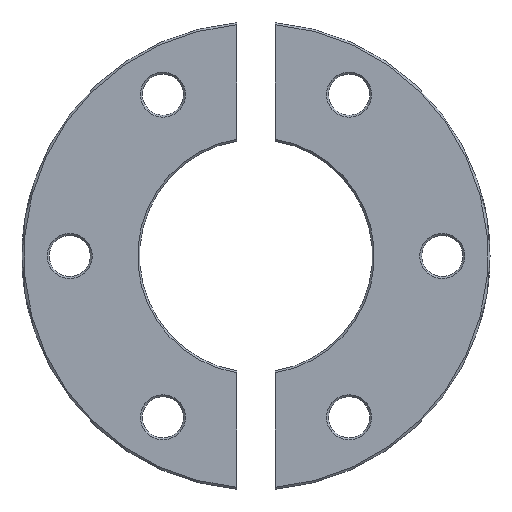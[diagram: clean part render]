
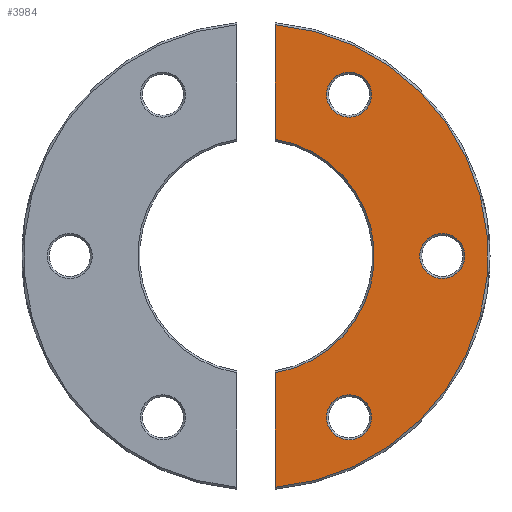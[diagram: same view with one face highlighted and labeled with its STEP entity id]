
A CAD part, front view. The second image highlights one B-rep face of the part: STEP entity #3984.
In plain terms, the highlighted planar face has unit normal (0, -1, 0).
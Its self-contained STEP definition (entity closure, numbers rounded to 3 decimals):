
#35=FACE_BOUND('',#885,.T.);
#36=FACE_BOUND('',#886,.T.);
#37=FACE_BOUND('',#887,.T.);
#441=CIRCLE('',#4222,15.25);
#442=CIRCLE('',#4224,29.9);
#443=CIRCLE('',#4225,2.9);
#444=CIRCLE('',#4226,2.9);
#445=CIRCLE('',#4227,2.9);
#650=FACE_OUTER_BOUND('',#884,.T.);
#884=EDGE_LOOP('',(#3140,#3141,#3142,#3143));
#885=EDGE_LOOP('',(#3144));
#886=EDGE_LOOP('',(#3145));
#887=EDGE_LOOP('',(#3146));
#1039=LINE('',#5142,#1307);
#1048=LINE('',#5177,#1316);
#1307=VECTOR('',#4381,10.);
#1316=VECTOR('',#4392,10.);
#1574=VERTEX_POINT('',#5138);
#1576=VERTEX_POINT('',#5141);
#1588=VERTEX_POINT('',#5172);
#1589=VERTEX_POINT('',#5176);
#1762=VERTEX_POINT('',#7320);
#1763=VERTEX_POINT('',#7322);
#1764=VERTEX_POINT('',#7324);
#1981=EDGE_CURVE('',#1576,#1574,#1039,.T.);
#1994=EDGE_CURVE('',#1589,#1588,#1048,.T.);
#2259=EDGE_CURVE('',#1576,#1588,#441,.T.);
#2260=EDGE_CURVE('',#1589,#1574,#442,.T.);
#2261=EDGE_CURVE('',#1762,#1762,#443,.T.);
#2262=EDGE_CURVE('',#1763,#1763,#444,.T.);
#2263=EDGE_CURVE('',#1764,#1764,#445,.T.);
#3140=ORIENTED_EDGE('',*,*,#1981,.T.);
#3141=ORIENTED_EDGE('',*,*,#2260,.F.);
#3142=ORIENTED_EDGE('',*,*,#1994,.T.);
#3143=ORIENTED_EDGE('',*,*,#2259,.F.);
#3144=ORIENTED_EDGE('',*,*,#2261,.F.);
#3145=ORIENTED_EDGE('',*,*,#2262,.F.);
#3146=ORIENTED_EDGE('',*,*,#2263,.F.);
#3848=PLANE('',#4223);
#3984=ADVANCED_FACE('',(#650,#35,#36,#37),#3848,.T.);
#4222=AXIS2_PLACEMENT_3D('',#7317,#4685,#4686);
#4223=AXIS2_PLACEMENT_3D('',#7318,#4687,#4688);
#4224=AXIS2_PLACEMENT_3D('',#7319,#4689,#4690);
#4225=AXIS2_PLACEMENT_3D('',#7321,#4691,#4692);
#4226=AXIS2_PLACEMENT_3D('',#7323,#4693,#4694);
#4227=AXIS2_PLACEMENT_3D('',#7325,#4695,#4696);
#4381=DIRECTION('',(0.,0.,-1.));
#4392=DIRECTION('',(0.,0.,-1.));
#4685=DIRECTION('center_axis',(0.,-1.,0.));
#4686=DIRECTION('ref_axis',(1.,0.,0.));
#4687=DIRECTION('center_axis',(0.,-1.,0.));
#4688=DIRECTION('ref_axis',(0.,0.,-1.));
#4689=DIRECTION('center_axis',(0.,1.,0.));
#4690=DIRECTION('ref_axis',(1.,0.,0.));
#4691=DIRECTION('center_axis',(0.,-1.,0.));
#4692=DIRECTION('ref_axis',(-0.5,0.,0.866));
#4693=DIRECTION('center_axis',(0.,-1.,0.));
#4694=DIRECTION('ref_axis',(-0.5,0.,-0.866));
#4695=DIRECTION('center_axis',(0.,-1.,0.));
#4696=DIRECTION('ref_axis',(-1.,0.,0.));
#5138=CARTESIAN_POINT('',(2.5,0.,-29.795));
#5141=CARTESIAN_POINT('',(2.5,0.,-15.044));
#5142=CARTESIAN_POINT('',(2.5,0.,26.028));
#5172=CARTESIAN_POINT('',(2.5,0.,15.044));
#5176=CARTESIAN_POINT('',(2.5,0.,29.795));
#5177=CARTESIAN_POINT('',(2.5,0.,26.028));
#7317=CARTESIAN_POINT('Origin',(0.,0.,0.));
#7318=CARTESIAN_POINT('Origin',(-30.15,0.,0.));
#7319=CARTESIAN_POINT('Origin',(0.,0.,0.));
#7320=CARTESIAN_POINT('',(13.45,0.,-23.296));
#7321=CARTESIAN_POINT('Origin',(12.,0.,-20.785));
#7322=CARTESIAN_POINT('',(13.45,0.,23.296));
#7323=CARTESIAN_POINT('Origin',(12.,0.,20.785));
#7324=CARTESIAN_POINT('',(26.9,0.,0.));
#7325=CARTESIAN_POINT('Origin',(24.,0.,0.));
